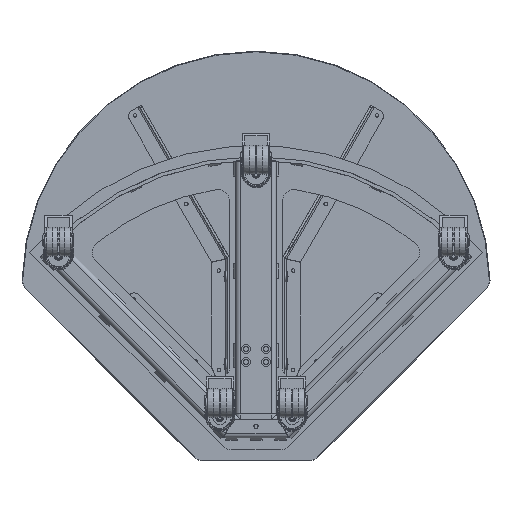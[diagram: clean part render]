
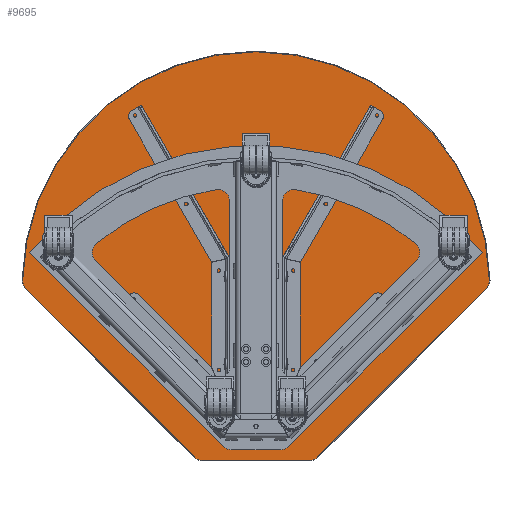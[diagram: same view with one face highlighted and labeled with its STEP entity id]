
A CAD part, front view. The second image highlights one B-rep face of the part: STEP entity #9695.
In plain terms, the highlighted planar face has unit normal (0, -1, 0).
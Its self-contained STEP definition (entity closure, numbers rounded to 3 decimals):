
#436 = CARTESIAN_POINT ( 'NONE',  ( -393.347, 769.7, 114.761 ) ) ;
#1008 = DIRECTION ( 'NONE',  ( 0., 0., -1. ) ) ;
#1831 = CIRCLE ( 'NONE', #21454, 399. ) ;
#2356 = CARTESIAN_POINT ( 'NONE',  ( -23.35, 769.7, -67. ) ) ;
#2437 = EDGE_CURVE ( 'NONE', #2640, #24295, #17723, .T. ) ;
#2640 = VERTEX_POINT ( 'NONE', #7399 ) ;
#3609 = LINE ( 'NONE', #43055, #35224 ) ;
#4366 = CARTESIAN_POINT ( 'NONE',  ( 23.35, 769.7, -58. ) ) ;
#4628 = DIRECTION ( 'NONE',  ( 0., -1., 0. ) ) ;
#4750 = EDGE_CURVE ( 'NONE', #24295, #34413, #39831, .T. ) ;
#4794 = VERTEX_POINT ( 'NONE', #35952 ) ;
#4825 = ORIENTED_EDGE ( 'NONE', *, *, #29385, .T. ) ;
#4874 = LINE ( 'NONE', #34028, #15819 ) ;
#5025 = VERTEX_POINT ( 'NONE', #436 ) ;
#5573 = CARTESIAN_POINT ( 'NONE',  ( 91.716, 769.7, -160. ) ) ;
#5587 = EDGE_CURVE ( 'NONE', #16660, #29583, #25536, .T. ) ;
#7209 = EDGE_CURVE ( 'NONE', #41282, #16660, #42818, .T. ) ;
#7213 = EDGE_CURVE ( 'NONE', #4794, #5025, #33114, .T. ) ;
#7399 = CARTESIAN_POINT ( 'NONE',  ( 32.35, 769.7, -58. ) ) ;
#8093 = VERTEX_POINT ( 'NONE', #47433 ) ;
#8218 = DIRECTION ( 'NONE',  ( 0., 0., -1. ) ) ;
#8340 = CARTESIAN_POINT ( 'NONE',  ( -91.716, 769.7, -160. ) ) ;
#8398 = ORIENTED_EDGE ( 'NONE', *, *, #20783, .T. ) ;
#9175 = DIRECTION ( 'NONE',  ( 0., 0., 1. ) ) ;
#9695 = ADVANCED_FACE ( 'NONE', ( #37720, #36560 ), #36999, .T. ) ;
#9733 = EDGE_CURVE ( 'NONE', #25081, #34009, #47376, .T. ) ;
#11275 = DIRECTION ( 'NONE',  ( 0., 0., -1. ) ) ;
#11518 = CARTESIAN_POINT ( 'NONE',  ( -105.151, 769.7, -173.435 ) ) ;
#11586 = DIRECTION ( 'NONE',  ( 0., 1., 0. ) ) ;
#11859 = AXIS2_PLACEMENT_3D ( 'NONE', #21717, #32922, #11275 ) ;
#12194 = ORIENTED_EDGE ( 'NONE', *, *, #46727, .T. ) ;
#12363 = DIRECTION ( 'NONE',  ( 0., 0., -1. ) ) ;
#12780 = VERTEX_POINT ( 'NONE', #31330 ) ;
#14419 = VERTEX_POINT ( 'NONE', #37566 ) ;
#14635 = VECTOR ( 'NONE', #40329, 1000. ) ;
#15051 = CARTESIAN_POINT ( 'NONE',  ( -379.912, 769.7, 128.196 ) ) ;
#15175 = ORIENTED_EDGE ( 'NONE', *, *, #28737, .T. ) ;
#15344 = VECTOR ( 'NONE', #43843, 1000. ) ;
#15819 = VECTOR ( 'NONE', #26189, 1000. ) ;
#16660 = VERTEX_POINT ( 'NONE', #24423 ) ;
#16765 = AXIS2_PLACEMENT_3D ( 'NONE', #27324, #27152, #9175 ) ;
#17101 = CIRCLE ( 'NONE', #40045, 9. ) ;
#17438 = EDGE_LOOP ( 'NONE', ( #12194, #33540, #34092, #28272, #42204, #21643, #45457, #4825 ) ) ;
#17723 = LINE ( 'NONE', #37769, #26899 ) ;
#18262 = DIRECTION ( 'NONE',  ( 0., 0., -1. ) ) ;
#19350 = CIRCLE ( 'NONE', #11859, 19. ) ;
#19584 = DIRECTION ( 'NONE',  ( 0., 0., -1. ) ) ;
#20537 = CIRCLE ( 'NONE', #38809, 9. ) ;
#20562 = AXIS2_PLACEMENT_3D ( 'NONE', #15051, #22109, #18262 ) ;
#20783 = EDGE_CURVE ( 'NONE', #34413, #45683, #36634, .T. ) ;
#20823 = EDGE_LOOP ( 'NONE', ( #33677, #43756, #15175, #40183, #37280, #8398, #44215, #21498 ) ) ;
#21070 = DIRECTION ( 'NONE',  ( 0., -1., 0. ) ) ;
#21105 = LINE ( 'NONE', #24191, #28566 ) ;
#21454 = AXIS2_PLACEMENT_3D ( 'NONE', #46776, #21070, #24428 ) ;
#21498 = ORIENTED_EDGE ( 'NONE', *, *, #9733, .T. ) ;
#21643 = ORIENTED_EDGE ( 'NONE', *, *, #26849, .T. ) ;
#21696 = EDGE_CURVE ( 'NONE', #5025, #41282, #21105, .T. ) ;
#21717 = CARTESIAN_POINT ( 'NONE',  ( 379.912, 769.7, 128.196 ) ) ;
#22109 = DIRECTION ( 'NONE',  ( 0., -1., 0. ) ) ;
#23351 = CARTESIAN_POINT ( 'NONE',  ( 393.347, 769.7, 114.761 ) ) ;
#23773 = CARTESIAN_POINT ( 'NONE',  ( 32.35, 769.7, -67. ) ) ;
#24052 = DIRECTION ( 'NONE',  ( 0.707, 0., -0.707 ) ) ;
#24191 = CARTESIAN_POINT ( 'NONE',  ( -105.151, 769.7, -173.435 ) ) ;
#24295 = VERTEX_POINT ( 'NONE', #23773 ) ;
#24423 = CARTESIAN_POINT ( 'NONE',  ( -91.716, 769.7, -179. ) ) ;
#24428 = DIRECTION ( 'NONE',  ( 0., 0., -1. ) ) ;
#24842 = DIRECTION ( 'NONE',  ( 0.707, 0., 0.707 ) ) ;
#25081 = VERTEX_POINT ( 'NONE', #41104 ) ;
#25536 = LINE ( 'NONE', #47471, #14635 ) ;
#26189 = DIRECTION ( 'NONE',  ( 1., 0., 0. ) ) ;
#26526 = CARTESIAN_POINT ( 'NONE',  ( 23.35, 769.7, -67. ) ) ;
#26849 = EDGE_CURVE ( 'NONE', #29583, #12780, #41831, .T. ) ;
#26899 = VECTOR ( 'NONE', #1008, 1000. ) ;
#26962 = CARTESIAN_POINT ( 'NONE',  ( -32.35, 769.7, -58. ) ) ;
#27152 = DIRECTION ( 'NONE',  ( 0., 1., 0. ) ) ;
#27324 = CARTESIAN_POINT ( 'NONE',  ( -23.35, 769.7, -58. ) ) ;
#27359 = DIRECTION ( 'NONE',  ( 0., 1., 0. ) ) ;
#27436 = DIRECTION ( 'NONE',  ( 0., -1., 0. ) ) ;
#27483 = CARTESIAN_POINT ( 'NONE',  ( 91.716, 769.7, -179. ) ) ;
#27937 = CIRCLE ( 'NONE', #16765, 9. ) ;
#28225 = VERTEX_POINT ( 'NONE', #23351 ) ;
#28272 = ORIENTED_EDGE ( 'NONE', *, *, #7209, .T. ) ;
#28566 = VECTOR ( 'NONE', #24052, 1000. ) ;
#28733 = DIRECTION ( 'NONE',  ( 0., 0., -1. ) ) ;
#28737 = EDGE_CURVE ( 'NONE', #14419, #2640, #17101, .T. ) ;
#29385 = EDGE_CURVE ( 'NONE', #28225, #8093, #19350, .T. ) ;
#29469 = CARTESIAN_POINT ( 'NONE',  ( 23.35, 769.7, -76. ) ) ;
#29571 = EDGE_CURVE ( 'NONE', #34009, #38143, #27937, .T. ) ;
#29583 = VERTEX_POINT ( 'NONE', #27483 ) ;
#29723 = AXIS2_PLACEMENT_3D ( 'NONE', #30824, #4628, #19584 ) ;
#30824 = CARTESIAN_POINT ( 'NONE',  ( -379.912, 769.7, 128.196 ) ) ;
#31330 = CARTESIAN_POINT ( 'NONE',  ( 105.151, 769.7, -173.435 ) ) ;
#31448 = EDGE_CURVE ( 'NONE', #12780, #28225, #3609, .T. ) ;
#31553 = CARTESIAN_POINT ( 'NONE',  ( -23.35, 769.7, -76. ) ) ;
#31565 = DIRECTION ( 'NONE',  ( 0., 0., -1. ) ) ;
#32154 = AXIS2_PLACEMENT_3D ( 'NONE', #8340, #45455, #12363 ) ;
#32246 = DIRECTION ( 'NONE',  ( 0., 1., 0. ) ) ;
#32922 = DIRECTION ( 'NONE',  ( 0., -1., 0. ) ) ;
#33114 = CIRCLE ( 'NONE', #29723, 19. ) ;
#33540 = ORIENTED_EDGE ( 'NONE', *, *, #7213, .T. ) ;
#33677 = ORIENTED_EDGE ( 'NONE', *, *, #29571, .T. ) ;
#34009 = VERTEX_POINT ( 'NONE', #26962 ) ;
#34028 = CARTESIAN_POINT ( 'NONE',  ( -23.35, 769.7, -49. ) ) ;
#34092 = ORIENTED_EDGE ( 'NONE', *, *, #21696, .T. ) ;
#34413 = VERTEX_POINT ( 'NONE', #29469 ) ;
#35224 = VECTOR ( 'NONE', #24842, 1000. ) ;
#35460 = AXIS2_PLACEMENT_3D ( 'NONE', #26526, #27359, #45985 ) ;
#35952 = CARTESIAN_POINT ( 'NONE',  ( -398.907, 769.7, 128.606 ) ) ;
#36560 = FACE_BOUND ( 'NONE', #20823, .T. ) ;
#36565 = EDGE_CURVE ( 'NONE', #45683, #25081, #20537, .T. ) ;
#36634 = LINE ( 'NONE', #31553, #46316 ) ;
#36999 = PLANE ( 'NONE',  #20562 ) ;
#37280 = ORIENTED_EDGE ( 'NONE', *, *, #4750, .T. ) ;
#37566 = CARTESIAN_POINT ( 'NONE',  ( 23.35, 769.7, -49. ) ) ;
#37720 = FACE_OUTER_BOUND ( 'NONE', #17438, .T. ) ;
#37769 = CARTESIAN_POINT ( 'NONE',  ( 32.35, 769.7, -67. ) ) ;
#38143 = VERTEX_POINT ( 'NONE', #39545 ) ;
#38809 = AXIS2_PLACEMENT_3D ( 'NONE', #2356, #32246, #28733 ) ;
#39545 = CARTESIAN_POINT ( 'NONE',  ( -23.35, 769.7, -49. ) ) ;
#39831 = CIRCLE ( 'NONE', #35460, 9. ) ;
#40045 = AXIS2_PLACEMENT_3D ( 'NONE', #4366, #11586, #8218 ) ;
#40183 = ORIENTED_EDGE ( 'NONE', *, *, #2437, .T. ) ;
#40329 = DIRECTION ( 'NONE',  ( 1., 0., 0. ) ) ;
#40665 = CARTESIAN_POINT ( 'NONE',  ( -32.35, 769.7, -67. ) ) ;
#41104 = CARTESIAN_POINT ( 'NONE',  ( -32.35, 769.7, -67. ) ) ;
#41282 = VERTEX_POINT ( 'NONE', #11518 ) ;
#41831 = CIRCLE ( 'NONE', #43654, 19. ) ;
#42204 = ORIENTED_EDGE ( 'NONE', *, *, #5587, .T. ) ;
#42818 = CIRCLE ( 'NONE', #32154, 19. ) ;
#43055 = CARTESIAN_POINT ( 'NONE',  ( 393.347, 769.7, 114.761 ) ) ;
#43654 = AXIS2_PLACEMENT_3D ( 'NONE', #5573, #27436, #31565 ) ;
#43756 = ORIENTED_EDGE ( 'NONE', *, *, #45220, .T. ) ;
#43843 = DIRECTION ( 'NONE',  ( 0., 0., 1. ) ) ;
#44215 = ORIENTED_EDGE ( 'NONE', *, *, #36565, .T. ) ;
#44294 = CARTESIAN_POINT ( 'NONE',  ( -23.35, 769.7, -76. ) ) ;
#45220 = EDGE_CURVE ( 'NONE', #38143, #14419, #4874, .T. ) ;
#45455 = DIRECTION ( 'NONE',  ( 0., -1., 0. ) ) ;
#45457 = ORIENTED_EDGE ( 'NONE', *, *, #31448, .T. ) ;
#45683 = VERTEX_POINT ( 'NONE', #44294 ) ;
#45985 = DIRECTION ( 'NONE',  ( 0., 0., -1. ) ) ;
#46316 = VECTOR ( 'NONE', #46502, 1000. ) ;
#46502 = DIRECTION ( 'NONE',  ( -1., 0., 0. ) ) ;
#46727 = EDGE_CURVE ( 'NONE', #8093, #4794, #1831, .T. ) ;
#46776 = CARTESIAN_POINT ( 'NONE',  ( 0., 769.7, 120. ) ) ;
#47376 = LINE ( 'NONE', #40665, #15344 ) ;
#47433 = CARTESIAN_POINT ( 'NONE',  ( 398.907, 769.7, 128.606 ) ) ;
#47471 = CARTESIAN_POINT ( 'NONE',  ( 91.716, 769.7, -179. ) ) ;
